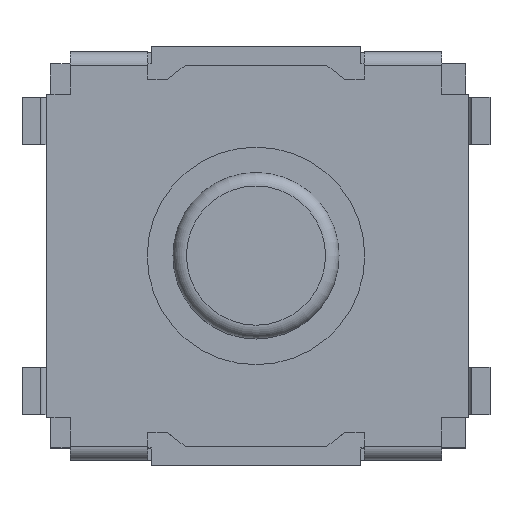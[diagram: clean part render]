
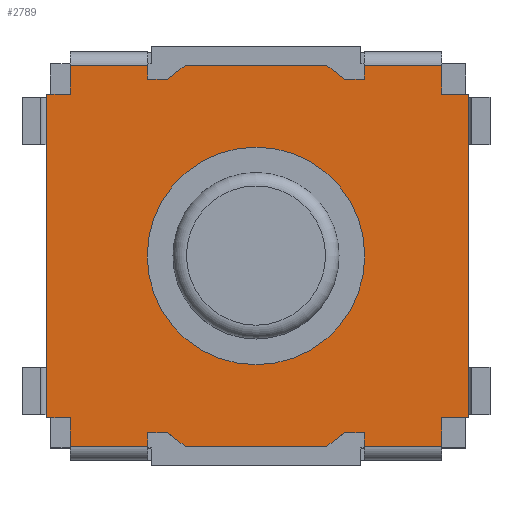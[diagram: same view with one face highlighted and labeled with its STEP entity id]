
A CAD part, top view. The second image highlights one B-rep face of the part: STEP entity #2789.
In plain terms, the highlighted planar face has unit normal (0, 0, 1).
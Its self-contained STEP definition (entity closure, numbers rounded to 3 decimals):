
#37=CIRCLE('',#2906,1.612);
#417=ORIENTED_EDGE('',*,*,#829,.T.);
#418=ORIENTED_EDGE('',*,*,#828,.F.);
#419=ORIENTED_EDGE('',*,*,#848,.T.);
#420=ORIENTED_EDGE('',*,*,#864,.F.);
#421=ORIENTED_EDGE('',*,*,#865,.F.);
#422=ORIENTED_EDGE('',*,*,#866,.F.);
#423=ORIENTED_EDGE('',*,*,#867,.F.);
#424=ORIENTED_EDGE('',*,*,#868,.F.);
#425=ORIENTED_EDGE('',*,*,#849,.T.);
#426=ORIENTED_EDGE('',*,*,#823,.F.);
#427=ORIENTED_EDGE('',*,*,#821,.F.);
#428=ORIENTED_EDGE('',*,*,#819,.F.);
#429=ORIENTED_EDGE('',*,*,#817,.F.);
#430=ORIENTED_EDGE('',*,*,#815,.F.);
#431=ORIENTED_EDGE('',*,*,#813,.F.);
#432=ORIENTED_EDGE('',*,*,#811,.F.);
#433=ORIENTED_EDGE('',*,*,#863,.T.);
#434=ORIENTED_EDGE('',*,*,#869,.F.);
#435=ORIENTED_EDGE('',*,*,#853,.F.);
#436=ORIENTED_EDGE('',*,*,#832,.F.);
#437=ORIENTED_EDGE('',*,*,#836,.F.);
#438=ORIENTED_EDGE('',*,*,#870,.F.);
#439=ORIENTED_EDGE('',*,*,#838,.T.);
#440=ORIENTED_EDGE('',*,*,#806,.F.);
#441=ORIENTED_EDGE('',*,*,#804,.F.);
#442=ORIENTED_EDGE('',*,*,#802,.F.);
#443=ORIENTED_EDGE('',*,*,#800,.F.);
#444=ORIENTED_EDGE('',*,*,#798,.F.);
#445=ORIENTED_EDGE('',*,*,#796,.F.);
#796=EDGE_CURVE('',#1055,#1056,#1276,.T.);
#798=EDGE_CURVE('',#1056,#1057,#1278,.T.);
#800=EDGE_CURVE('',#1057,#1058,#1280,.T.);
#802=EDGE_CURVE('',#1058,#1059,#1282,.T.);
#804=EDGE_CURVE('',#1059,#1060,#1284,.T.);
#806=EDGE_CURVE('',#1060,#1061,#1286,.T.);
#811=EDGE_CURVE('',#1064,#1065,#1289,.T.);
#813=EDGE_CURVE('',#1065,#1066,#1291,.T.);
#815=EDGE_CURVE('',#1066,#1067,#1293,.T.);
#817=EDGE_CURVE('',#1067,#1068,#1295,.T.);
#819=EDGE_CURVE('',#1068,#1069,#1297,.T.);
#821=EDGE_CURVE('',#1069,#1070,#1299,.T.);
#823=EDGE_CURVE('',#1070,#1071,#1301,.T.);
#828=EDGE_CURVE('',#1074,#1055,#1304,.T.);
#829=EDGE_CURVE('',#1075,#1075,#37,.T.);
#832=EDGE_CURVE('',#1078,#1079,#1307,.T.);
#836=EDGE_CURVE('',#1081,#1078,#1311,.T.);
#838=EDGE_CURVE('',#1082,#1061,#1313,.F.);
#848=EDGE_CURVE('',#1074,#1089,#1321,.F.);
#849=EDGE_CURVE('',#1090,#1071,#1322,.F.);
#853=EDGE_CURVE('',#1079,#1092,#1325,.T.);
#863=EDGE_CURVE('',#1064,#1099,#1334,.F.);
#864=EDGE_CURVE('',#1100,#1089,#1335,.T.);
#865=EDGE_CURVE('',#1101,#1100,#1336,.T.);
#866=EDGE_CURVE('',#1102,#1101,#1337,.T.);
#867=EDGE_CURVE('',#1103,#1102,#1338,.T.);
#868=EDGE_CURVE('',#1090,#1103,#1339,.T.);
#869=EDGE_CURVE('',#1092,#1099,#1340,.T.);
#870=EDGE_CURVE('',#1082,#1081,#1341,.T.);
#1055=VERTEX_POINT('',#3795);
#1056=VERTEX_POINT('',#3797);
#1057=VERTEX_POINT('',#3801);
#1058=VERTEX_POINT('',#3805);
#1059=VERTEX_POINT('',#3809);
#1060=VERTEX_POINT('',#3813);
#1061=VERTEX_POINT('',#3817);
#1064=VERTEX_POINT('',#3825);
#1065=VERTEX_POINT('',#3827);
#1066=VERTEX_POINT('',#3831);
#1067=VERTEX_POINT('',#3835);
#1068=VERTEX_POINT('',#3839);
#1069=VERTEX_POINT('',#3843);
#1070=VERTEX_POINT('',#3847);
#1071=VERTEX_POINT('',#3851);
#1074=VERTEX_POINT('',#3859);
#1075=VERTEX_POINT('',#3863);
#1078=VERTEX_POINT('',#3869);
#1079=VERTEX_POINT('',#3871);
#1081=VERTEX_POINT('',#3877);
#1082=VERTEX_POINT('',#3882);
#1089=VERTEX_POINT('',#3900);
#1090=VERTEX_POINT('',#3904);
#1092=VERTEX_POINT('',#3911);
#1099=VERTEX_POINT('',#3929);
#1100=VERTEX_POINT('',#3933);
#1101=VERTEX_POINT('',#3935);
#1102=VERTEX_POINT('',#3937);
#1103=VERTEX_POINT('',#3939);
#1276=LINE('',#3796,#1542);
#1278=LINE('',#3800,#1544);
#1280=LINE('',#3804,#1546);
#1282=LINE('',#3808,#1548);
#1284=LINE('',#3812,#1550);
#1286=LINE('',#3816,#1552);
#1289=LINE('',#3826,#1555);
#1291=LINE('',#3830,#1557);
#1293=LINE('',#3834,#1559);
#1295=LINE('',#3838,#1561);
#1297=LINE('',#3842,#1563);
#1299=LINE('',#3846,#1565);
#1301=LINE('',#3850,#1567);
#1304=LINE('',#3860,#1570);
#1307=LINE('',#3870,#1573);
#1311=LINE('',#3878,#1577);
#1313=LINE('',#3881,#1579);
#1321=LINE('',#3901,#1587);
#1322=LINE('',#3903,#1588);
#1325=LINE('',#3910,#1591);
#1334=LINE('',#3930,#1600);
#1335=LINE('',#3932,#1601);
#1336=LINE('',#3934,#1602);
#1337=LINE('',#3936,#1603);
#1338=LINE('',#3938,#1604);
#1339=LINE('',#3940,#1605);
#1340=LINE('',#3941,#1606);
#1341=LINE('',#3942,#1607);
#1542=VECTOR('',#3207,1000.);
#1544=VECTOR('',#3211,1000.);
#1546=VECTOR('',#3215,1000.);
#1548=VECTOR('',#3219,1000.);
#1550=VECTOR('',#3223,1000.);
#1552=VECTOR('',#3227,1000.);
#1555=VECTOR('',#3236,1000.);
#1557=VECTOR('',#3240,1000.);
#1559=VECTOR('',#3244,1000.);
#1561=VECTOR('',#3248,1000.);
#1563=VECTOR('',#3252,1000.);
#1565=VECTOR('',#3256,1000.);
#1567=VECTOR('',#3260,1000.);
#1570=VECTOR('',#3269,1000.);
#1573=VECTOR('',#3278,1000.);
#1577=VECTOR('',#3284,1000.);
#1579=VECTOR('',#3288,1000.);
#1587=VECTOR('',#3304,1000.);
#1588=VECTOR('',#3307,1000.);
#1591=VECTOR('',#3314,1000.);
#1600=VECTOR('',#3329,1000.);
#1601=VECTOR('',#3332,1000.);
#1602=VECTOR('',#3333,1000.);
#1603=VECTOR('',#3334,1000.);
#1604=VECTOR('',#3335,1000.);
#1605=VECTOR('',#3336,1000.);
#1606=VECTOR('',#3337,1000.);
#1607=VECTOR('',#3338,1000.);
#1746=EDGE_LOOP('',(#417));
#1747=EDGE_LOOP('',(#418,#419,#420,#421,#422,#423,#424,#425,#426,#427,#428,
#429,#430,#431,#432,#433,#434,#435,#436,#437,#438,#439,#440,#441,#442,#443,
#444,#445));
#1856=FACE_BOUND('',#1746,.T.);
#1857=FACE_BOUND('',#1747,.T.);
#1951=PLANE('',#2920);
#2789=ADVANCED_FACE('',(#1856,#1857),#1951,.F.);
#2906=AXIS2_PLACEMENT_3D('',#3862,#3272,#3273);
#2920=AXIS2_PLACEMENT_3D('',#3931,#3330,#3331);
#3207=DIRECTION('',(1.,0.,0.));
#3211=DIRECTION('',(0.793,0.609,0.));
#3215=DIRECTION('',(1.,0.,0.));
#3219=DIRECTION('',(0.793,-0.609,0.));
#3223=DIRECTION('',(1.,0.,0.));
#3227=DIRECTION('',(0.,1.,0.));
#3236=DIRECTION('',(0.,1.,0.));
#3240=DIRECTION('',(-1.,0.,0.));
#3244=DIRECTION('',(-0.793,-0.609,0.));
#3248=DIRECTION('',(-1.,0.,0.));
#3252=DIRECTION('',(-0.793,0.609,0.));
#3256=DIRECTION('',(-1.,0.,0.));
#3260=DIRECTION('',(0.,-1.,0.));
#3269=DIRECTION('',(0.,-1.,0.));
#3272=DIRECTION('',(0.,0.,-1.));
#3273=DIRECTION('',(1.,0.,0.));
#3278=DIRECTION('',(0.,-1.,0.));
#3284=DIRECTION('',(1.,0.,0.));
#3288=DIRECTION('',(1.,0.,0.));
#3304=DIRECTION('',(1.,0.,0.));
#3307=DIRECTION('',(-1.,0.,0.));
#3314=DIRECTION('',(-1.,0.,0.));
#3329=DIRECTION('',(-1.,0.,0.));
#3330=DIRECTION('',(0.,0.,-1.));
#3331=DIRECTION('',(-1.,0.,0.));
#3332=DIRECTION('',(0.,1.,0.));
#3333=DIRECTION('',(1.,0.,0.));
#3334=DIRECTION('',(0.,1.,0.));
#3335=DIRECTION('',(-1.,0.,0.));
#3336=DIRECTION('',(0.,1.,0.));
#3337=DIRECTION('',(0.,-1.,0.));
#3338=DIRECTION('',(0.,-1.,0.));
#3795=CARTESIAN_POINT('',(-1.604,2.617,2.451));
#3796=CARTESIAN_POINT('',(-1.604,2.617,2.451));
#3797=CARTESIAN_POINT('',(-1.314,2.617,2.451));
#3800=CARTESIAN_POINT('',(-1.314,2.617,2.451));
#3801=CARTESIAN_POINT('',(-1.05,2.82,2.451));
#3804=CARTESIAN_POINT('',(-1.05,2.82,2.451));
#3805=CARTESIAN_POINT('',(1.05,2.82,2.451));
#3808=CARTESIAN_POINT('',(1.314,2.617,2.451));
#3809=CARTESIAN_POINT('',(1.314,2.617,2.451));
#3812=CARTESIAN_POINT('',(1.604,2.617,2.451));
#3813=CARTESIAN_POINT('',(1.604,2.617,2.451));
#3816=CARTESIAN_POINT('',(1.604,3.023,2.451));
#3817=CARTESIAN_POINT('',(1.604,2.823,2.451));
#3825=CARTESIAN_POINT('',(1.604,-2.823,2.451));
#3826=CARTESIAN_POINT('',(1.604,-3.023,2.451));
#3827=CARTESIAN_POINT('',(1.604,-2.617,2.451));
#3830=CARTESIAN_POINT('',(1.604,-2.617,2.451));
#3831=CARTESIAN_POINT('',(1.314,-2.617,2.451));
#3834=CARTESIAN_POINT('',(1.314,-2.617,2.451));
#3835=CARTESIAN_POINT('',(1.05,-2.82,2.451));
#3838=CARTESIAN_POINT('',(1.05,-2.82,2.451));
#3839=CARTESIAN_POINT('',(-1.05,-2.82,2.451));
#3842=CARTESIAN_POINT('',(-1.314,-2.617,2.451));
#3843=CARTESIAN_POINT('',(-1.314,-2.617,2.451));
#3846=CARTESIAN_POINT('',(-1.604,-2.617,2.451));
#3847=CARTESIAN_POINT('',(-1.604,-2.617,2.451));
#3850=CARTESIAN_POINT('',(-1.604,-3.023,2.451));
#3851=CARTESIAN_POINT('',(-1.604,-2.823,2.451));
#3859=CARTESIAN_POINT('',(-1.604,2.823,2.451));
#3860=CARTESIAN_POINT('',(-1.604,3.023,2.451));
#3862=CARTESIAN_POINT('',(0.,0.,2.451));
#3863=CARTESIAN_POINT('',(1.612,0.,2.451));
#3869=CARTESIAN_POINT('',(3.154,2.396,2.451));
#3870=CARTESIAN_POINT('',(3.154,2.396,2.451));
#3871=CARTESIAN_POINT('',(3.154,-2.396,2.451));
#3877=CARTESIAN_POINT('',(2.749,2.396,2.451));
#3878=CARTESIAN_POINT('',(2.85,2.396,2.451));
#3881=CARTESIAN_POINT('',(1.604,2.823,2.451));
#3882=CARTESIAN_POINT('',(2.749,2.823,2.451));
#3900=CARTESIAN_POINT('',(-2.749,2.823,2.451));
#3901=CARTESIAN_POINT('',(-2.749,2.823,2.451));
#3903=CARTESIAN_POINT('',(-1.604,-2.823,2.451));
#3904=CARTESIAN_POINT('',(-2.749,-2.823,2.451));
#3910=CARTESIAN_POINT('',(3.1,-2.396,2.451));
#3911=CARTESIAN_POINT('',(2.749,-2.396,2.451));
#3929=CARTESIAN_POINT('',(2.749,-2.823,2.451));
#3930=CARTESIAN_POINT('',(2.749,-2.823,2.451));
#3931=CARTESIAN_POINT('',(0.,0.,2.451));
#3932=CARTESIAN_POINT('',(-2.749,2.396,2.451));
#3933=CARTESIAN_POINT('',(-2.749,2.396,2.451));
#3934=CARTESIAN_POINT('',(-3.1,2.396,2.451));
#3935=CARTESIAN_POINT('',(-3.1,2.396,2.451));
#3936=CARTESIAN_POINT('',(-3.1,-2.396,2.451));
#3937=CARTESIAN_POINT('',(-3.1,-2.396,2.451));
#3938=CARTESIAN_POINT('',(-2.85,-2.396,2.451));
#3939=CARTESIAN_POINT('',(-2.749,-2.396,2.451));
#3940=CARTESIAN_POINT('',(-2.749,-2.396,2.451));
#3941=CARTESIAN_POINT('',(2.749,-2.396,2.451));
#3942=CARTESIAN_POINT('',(2.749,2.396,2.451));
